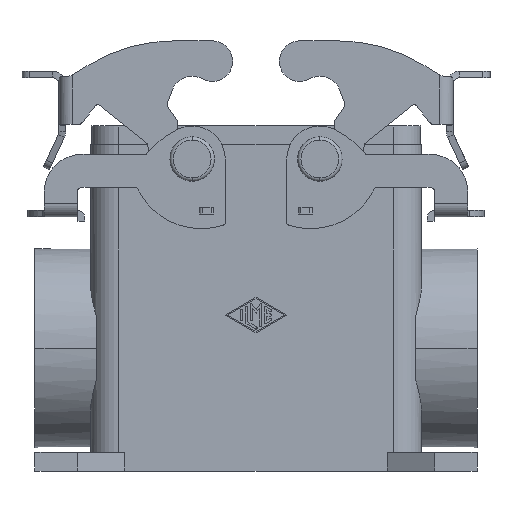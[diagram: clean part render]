
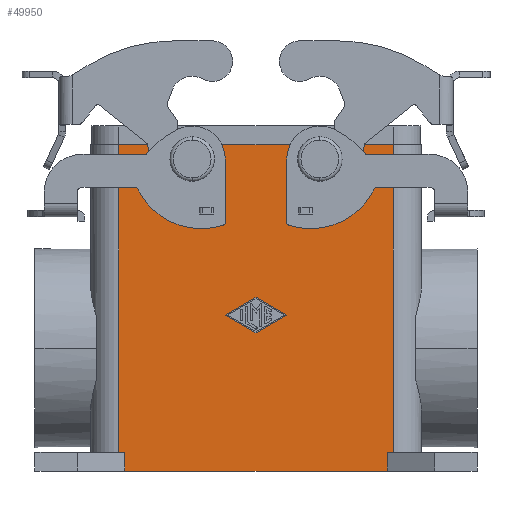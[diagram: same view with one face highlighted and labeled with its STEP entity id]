
A CAD part, front view. The second image highlights one B-rep face of the part: STEP entity #49950.
In plain terms, the highlighted planar face has unit normal (0, -1, 0).
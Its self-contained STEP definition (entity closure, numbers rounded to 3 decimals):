
#13050=CARTESIAN_POINT('',(0.,-22.25,
-1.5));
#13060=VERTEX_POINT('',#13050);
#13110=CARTESIAN_POINT('',(0.,-22.25,0.));
#13120=DIRECTION('',(0.,1.,0.));
#13130=DIRECTION('',(0.,0.,1.));
#13140=AXIS2_PLACEMENT_3D('',#13110,#13120,#13130);
#13150=CIRCLE('',#13140,1.5);
#13160=CARTESIAN_POINT('',(0.,-22.25,1.5)
);
#13170=VERTEX_POINT('',#13160);
#13180=EDGE_CURVE('',#13060,#13170,#13150,.T.);
#18720=CARTESIAN_POINT('',(-27.,-22.25,-1.5));
#18730=VERTEX_POINT('',#18720);
#18780=CARTESIAN_POINT('',(-27.,-22.25,0.));
#18790=DIRECTION('',(0.,1.,0.));
#18800=DIRECTION('',(0.,0.,1.));
#18810=AXIS2_PLACEMENT_3D('',#18780,#18790,#18800);
#18820=CIRCLE('',#18810,1.5);
#18830=CARTESIAN_POINT('',(-27.,-22.25,1.5));
#18840=VERTEX_POINT('',#18830);
#18850=EDGE_CURVE('',#18730,#18840,#18820,.T.);
#39550=CARTESIAN_POINT('',(-13.5,-22.25,-36.749));
#39560=VERTEX_POINT('',#39550);
#39610=CARTESIAN_POINT('',(-13.5,-22.25,-36.749));
#39620=DIRECTION('',(-0.866,0.,0.5));
#39630=VECTOR('',#39620,7.504);
#39640=LINE('',#39610,#39630);
#39650=CARTESIAN_POINT('',(-20.,-22.25,-33.));
#39660=VERTEX_POINT('',#39650);
#39670=EDGE_CURVE('',#39560,#39660,#39640,.T.);
#40020=CARTESIAN_POINT('',(-7.,-22.25,-33.));
#40030=VERTEX_POINT('',#40020);
#40080=CARTESIAN_POINT('',(-7.,-22.25,-33.));
#40090=DIRECTION('',(-0.866,0.,-0.5));
#40100=VECTOR('',#40090,7.504);
#40110=LINE('',#40080,#40100);
#40120=EDGE_CURVE('',#40030,#39560,#40110,.T.);
#40400=CARTESIAN_POINT('',(-13.5,-22.25,-29.251));
#40410=VERTEX_POINT('',#40400);
#40460=CARTESIAN_POINT('',(-13.5,-22.25,-29.251));
#40470=DIRECTION('',(0.866,0.,-0.5));
#40480=VECTOR('',#40470,7.504);
#40490=LINE('',#40460,#40480);
#40500=EDGE_CURVE('',#40410,#40030,#40490,.T.);
#40750=CARTESIAN_POINT('',(-20.,-22.25,-33.));
#40760=DIRECTION('',(0.866,0.,0.5));
#40770=VECTOR('',#40760,7.504);
#40780=LINE('',#40750,#40770);
#40790=EDGE_CURVE('',#39660,#40410,#40780,.T.);
#49080=CARTESIAN_POINT('',(14.25,-22.25,-66.));
#49090=DIRECTION('',(0.,-1.,0.));
#49100=DIRECTION('',(0.,0.,-1.));
#49110=AXIS2_PLACEMENT_3D('',#49080,#49090,#49100);
#49120=PLANE('',#49110);
#49130=CARTESIAN_POINT('',(-41.25,-22.25,-62.));
#49140=DIRECTION('',(-1.,0.,0.));
#49150=VECTOR('',#49140,1.25);
#49160=LINE('',#49130,#49150);
#49170=CARTESIAN_POINT('',(-41.25,-22.25,-62.));
#49180=VERTEX_POINT('',#49170);
#49190=CARTESIAN_POINT('',(-42.5,-22.25,-62.));
#49200=VERTEX_POINT('',#49190);
#49210=EDGE_CURVE('',#49180,#49200,#49160,.T.);
#49220=ORIENTED_EDGE('',*,*,#49210,.F.);
#49230=CARTESIAN_POINT('',(-42.5,-22.25,-62.));
#49240=DIRECTION('',(0.,0.,1.));
#49250=VECTOR('',#49240,65.);
#49260=LINE('',#49230,#49250);
#49270=CARTESIAN_POINT('',(-42.5,-22.25,3.));
#49280=VERTEX_POINT('',#49270);
#49290=EDGE_CURVE('',#49200,#49280,#49260,.T.);
#49300=ORIENTED_EDGE('',*,*,#49290,.F.);
#49310=CARTESIAN_POINT('',(15.5,-22.25,3.));
#49320=DIRECTION('',(-1.,0.,0.));
#49330=VECTOR('',#49320,58.);
#49340=LINE('',#49310,#49330);
#49350=CARTESIAN_POINT('',(15.5,-22.25,3.));
#49360=VERTEX_POINT('',#49350);
#49370=EDGE_CURVE('',#49360,#49280,#49340,.T.);
#49380=ORIENTED_EDGE('',*,*,#49370,.T.);
#49390=CARTESIAN_POINT('',(15.5,-22.25,-62.));
#49400=DIRECTION('',(0.,0.,1.));
#49410=VECTOR('',#49400,65.);
#49420=LINE('',#49390,#49410);
#49430=CARTESIAN_POINT('',(15.5,-22.25,-62.));
#49440=VERTEX_POINT('',#49430);
#49450=EDGE_CURVE('',#49440,#49360,#49420,.T.);
#49460=ORIENTED_EDGE('',*,*,#49450,.T.);
#49470=CARTESIAN_POINT('',(15.5,-22.25,-62.));
#49480=DIRECTION('',(-1.,0.,0.));
#49490=VECTOR('',#49480,1.25);
#49500=LINE('',#49470,#49490);
#49510=CARTESIAN_POINT('',(14.25,-22.25,-62.));
#49520=VERTEX_POINT('',#49510);
#49530=EDGE_CURVE('',#49440,#49520,#49500,.T.);
#49540=ORIENTED_EDGE('',*,*,#49530,.F.);
#49550=CARTESIAN_POINT('',(14.25,-22.25,-66.));
#49560=DIRECTION('',(0.,0.,1.));
#49570=VECTOR('',#49560,4.);
#49580=LINE('',#49550,#49570);
#49590=CARTESIAN_POINT('',(14.25,-22.25,-66.));
#49600=VERTEX_POINT('',#49590);
#49610=EDGE_CURVE('',#49600,#49520,#49580,.T.);
#49620=ORIENTED_EDGE('',*,*,#49610,.T.);
#49630=CARTESIAN_POINT('',(14.25,-22.25,-66.));
#49640=DIRECTION('',(-1.,0.,0.));
#49650=VECTOR('',#49640,55.5);
#49660=LINE('',#49630,#49650);
#49670=CARTESIAN_POINT('',(-41.25,-22.25,-66.));
#49680=VERTEX_POINT('',#49670);
#49690=EDGE_CURVE('',#49600,#49680,#49660,.T.);
#49700=ORIENTED_EDGE('',*,*,#49690,.F.);
#49710=CARTESIAN_POINT('',(-41.25,-22.25,-66.));
#49720=DIRECTION('',(0.,0.,1.));
#49730=VECTOR('',#49720,4.);
#49740=LINE('',#49710,#49730);
#49750=EDGE_CURVE('',#49680,#49180,#49740,.T.);
#49760=ORIENTED_EDGE('',*,*,#49750,.F.);
#49770=EDGE_LOOP('',(#49760,#49700,#49620,#49540,#49460,#49380,#49300,
#49220));
#49780=FACE_OUTER_BOUND('',#49770,.T.);
#49790=EDGE_CURVE('',#13170,#13060,#13150,.T.);
#49800=ORIENTED_EDGE('',*,*,#49790,.T.);
#49810=ORIENTED_EDGE('',*,*,#13180,.T.);
#49820=EDGE_LOOP('',(#49810,#49800));
#49830=FACE_BOUND('',#49820,.T.);
#49840=EDGE_CURVE('',#18840,#18730,#18820,.T.);
#49850=ORIENTED_EDGE('',*,*,#49840,.T.);
#49860=ORIENTED_EDGE('',*,*,#18850,.T.);
#49870=EDGE_LOOP('',(#49860,#49850));
#49880=FACE_BOUND('',#49870,.T.);
#49890=ORIENTED_EDGE('',*,*,#40120,.T.);
#49900=ORIENTED_EDGE('',*,*,#40500,.T.);
#49910=ORIENTED_EDGE('',*,*,#40790,.T.);
#49920=ORIENTED_EDGE('',*,*,#39670,.T.);
#49930=EDGE_LOOP('',(#49920,#49910,#49900,#49890));
#49940=FACE_BOUND('',#49930,.T.);
#49950=ADVANCED_FACE('',(#49780,#49830,#49880,#49940),#49120,.T.);
